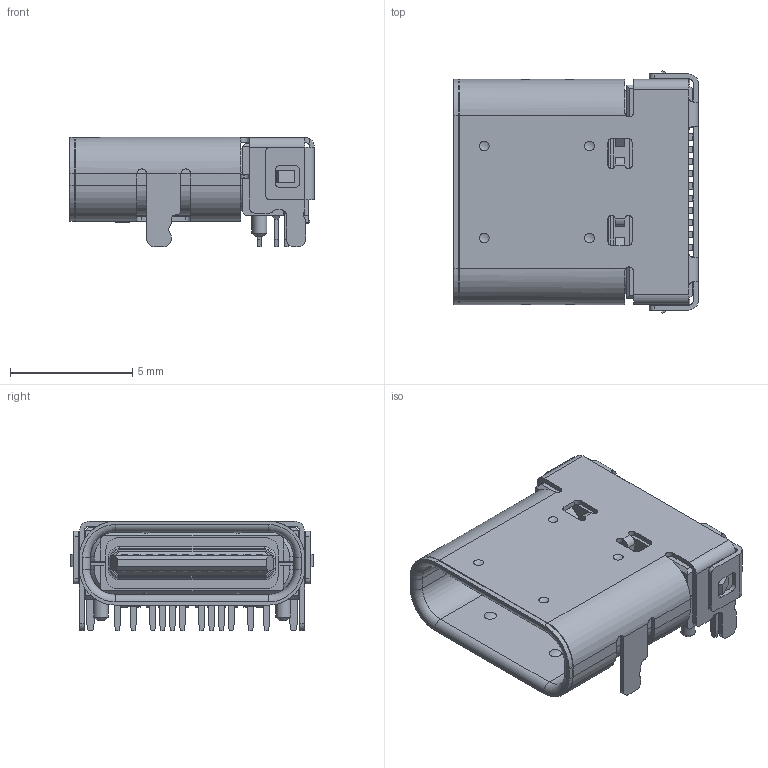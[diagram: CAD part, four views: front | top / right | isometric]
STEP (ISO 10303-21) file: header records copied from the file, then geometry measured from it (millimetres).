
FILE_DESCRIPTION(/* description */ (''),/* implementation_level */ '2;1');
FILE_NAME(/* name */ 'CUI_DEVICES_UJ31-CH-G1-SMT.step',/* time_stamp */ '2023-11-08T16:08:52-08:00',/* author */ (''),/* organization */ (''),/* preprocessor_version */ 'ST-DEVELOPER v20',/* originating_system */ 'Autodesk Translation Framework v12.14.0.127',/* authorisation */ '');
FILE_SCHEMA (('AUTOMOTIVE_DESIGN { 1 0 10303 214 3 1 1 }'));
Length unit declared in the file: millimetre
Products named in the file (1): CUI_DEVICES_UJ31-CH-G1-SMT-TR
Bounding box: 10 x 9.9 x 4.46 mm (x, y, z)
Volume: 173.3 mm3; surface area: 1051.2 mm2
Topology: 2 solids, 50 shells, 1386 faces, 3580 edges, 2324 vertices
Faces by surface type: plane 1061, cylinder 261, torus 24, sphere 24, cone 16
Full cylindrical faces by diameter (mm): 0.6 x4, 0.63 x4
Entity records: 43087 total; most frequent: CARTESIAN_POINT 8435, ORIENTED_EDGE 7160, DIRECTION 6916, EDGE_CURVE 3580, LINE 2914, VECTOR 2914, VERTEX_POINT 2324, AXIS2_PLACEMENT_3D 2001
